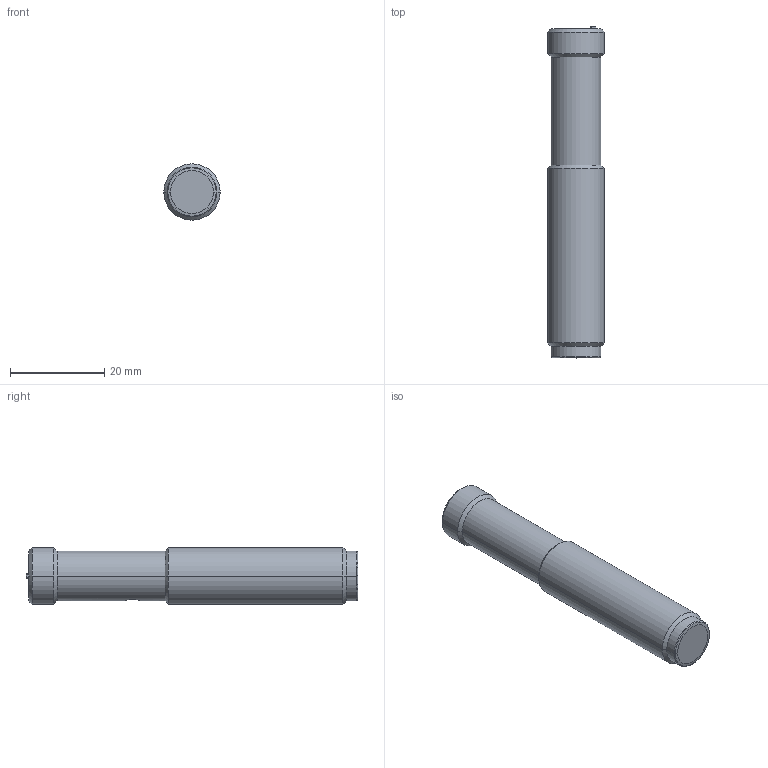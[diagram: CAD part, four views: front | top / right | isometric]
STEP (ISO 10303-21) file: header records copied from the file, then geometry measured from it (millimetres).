
FILE_DESCRIPTION((''),'2;1');
FILE_NAME('CAD-0004A_SW0001','2020-07-08T10:19:10',('creinig-se'),(''),'CREO PARAMETRIC BY PTC INC, 2019292','CREO PARAMETRIC BY PTC INC, 2019292','');
FILE_SCHEMA(('CONFIG_CONTROL_DESIGN','SHAPE_APPEARANCE_LAYERS_GROUPS'));
Length unit declared in the file: millimetre
Products named in the file (1): CAD-0004A_SW0001
Bounding box: 12 x 70.6 x 12 mm (x, y, z)
Volume: 6837.3 mm3; surface area: 3093.7 mm2
Topology: 1 solids, 1 shells, 115 faces, 298 edges, 186 vertices
Faces by surface type: cylinder 61, plane 22, sphere 14, cone 12, torus 6
Entity records: 4584 total; most frequent: CARTESIAN_POINT 798, DIRECTION 686, ORIENTED_EDGE 558, AXIS2_PLACEMENT_3D 296, EDGE_CURVE 279, CIRCLE 180, VERTEX_POINT 178, EDGE_LOOP 127
